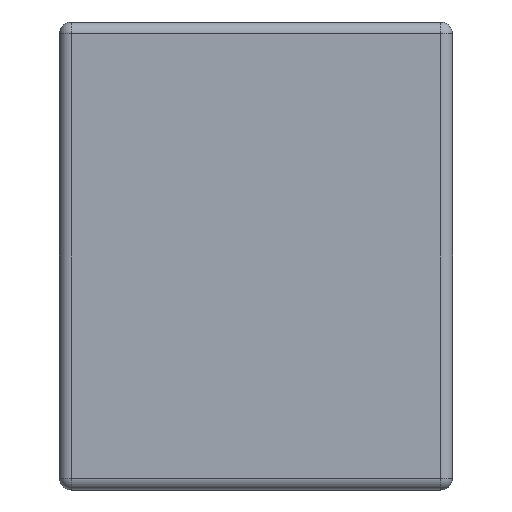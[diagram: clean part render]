
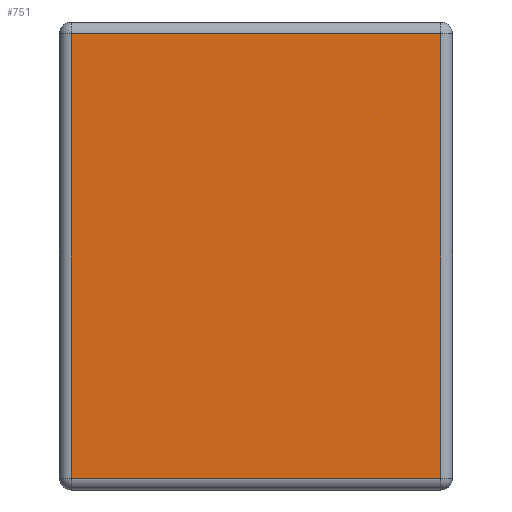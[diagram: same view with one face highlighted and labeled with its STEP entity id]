
A CAD part, left-side view. The second image highlights one B-rep face of the part: STEP entity #751.
In plain terms, the highlighted planar face has unit normal (-1, 0, 0).
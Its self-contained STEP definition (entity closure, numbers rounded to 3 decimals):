
#32 = DIRECTION ( 'NONE',  ( 0., 0., 1. ) ) ;
#33 = VECTOR ( 'NONE', #32, 1000. ) ;
#34 = CARTESIAN_POINT ( 'NONE',  ( -2.25, 0.05, 1. ) ) ;
#35 = LINE ( 'NONE', #34, #33 ) ;
#37 = CARTESIAN_POINT ( 'NONE',  ( -2.25, 0.05, -0.95 ) ) ;
#38 = DIRECTION ( 'NONE',  ( 0., -1., 0. ) ) ;
#39 = VECTOR ( 'NONE', #38, 1000. ) ;
#40 = CARTESIAN_POINT ( 'NONE',  ( -2.25, 1.68, -0.95 ) ) ;
#41 = LINE ( 'NONE', #40, #39 ) ;
#42 = CARTESIAN_POINT ( 'NONE',  ( -2.25, 1.63, -0.95 ) ) ;
#43 = DIRECTION ( 'NONE',  ( 0., 0., -1. ) ) ;
#44 = VECTOR ( 'NONE', #43, 1000. ) ;
#45 = CARTESIAN_POINT ( 'NONE',  ( -2.25, 1.63, 1. ) ) ;
#46 = LINE ( 'NONE', #45, #44 ) ;
#47 = CARTESIAN_POINT ( 'NONE',  ( -2.25, 1.63, 0.95 ) ) ;
#48 = CARTESIAN_POINT ( 'NONE',  ( -2.25, 0.05, 0.95 ) ) ;
#118 = DIRECTION ( 'NONE',  ( 0., 1., 0. ) ) ;
#119 = VECTOR ( 'NONE', #118, 1000. ) ;
#120 = CARTESIAN_POINT ( 'NONE',  ( -2.25, 1.68, 0.95 ) ) ;
#121 = LINE ( 'NONE', #120, #119 ) ;
#122 = DIRECTION ( 'NONE',  ( 0., 0., -1. ) ) ;
#123 = DIRECTION ( 'NONE',  ( 1., 0., 0. ) ) ;
#124 = CARTESIAN_POINT ( 'NONE',  ( -2.25, 1.68, 1. ) ) ;
#125 = AXIS2_PLACEMENT_3D ( 'NONE', #124, #123, #122 ) ;
#126 = PLANE ( 'NONE',  #125 ) ;
#141 = FACE_OUTER_BOUND ( 'NONE', #752, .T. ) ;
#728 = VERTEX_POINT ( 'NONE', #48 ) ;
#729 = VERTEX_POINT ( 'NONE', #47 ) ;
#730 = ORIENTED_EDGE ( 'NONE', *, *, #731, .T. ) ;
#731 = EDGE_CURVE ( 'NONE', #729, #732, #46, .T. ) ;
#732 = VERTEX_POINT ( 'NONE', #42 ) ;
#733 = ORIENTED_EDGE ( 'NONE', *, *, #734, .T. ) ;
#734 = EDGE_CURVE ( 'NONE', #732, #735, #41, .T. ) ;
#735 = VERTEX_POINT ( 'NONE', #37 ) ;
#736 = ORIENTED_EDGE ( 'NONE', *, *, #737, .T. ) ;
#737 = EDGE_CURVE ( 'NONE', #735, #728, #35, .T. ) ;
#751 = ADVANCED_FACE ( 'NONE', ( #141 ), #126, .F. ) ;
#752 = EDGE_LOOP ( 'NONE', ( #753, #730, #733, #736 ) ) ;
#753 = ORIENTED_EDGE ( 'NONE', *, *, #754, .T. ) ;
#754 = EDGE_CURVE ( 'NONE', #728, #729, #121, .T. ) ;
